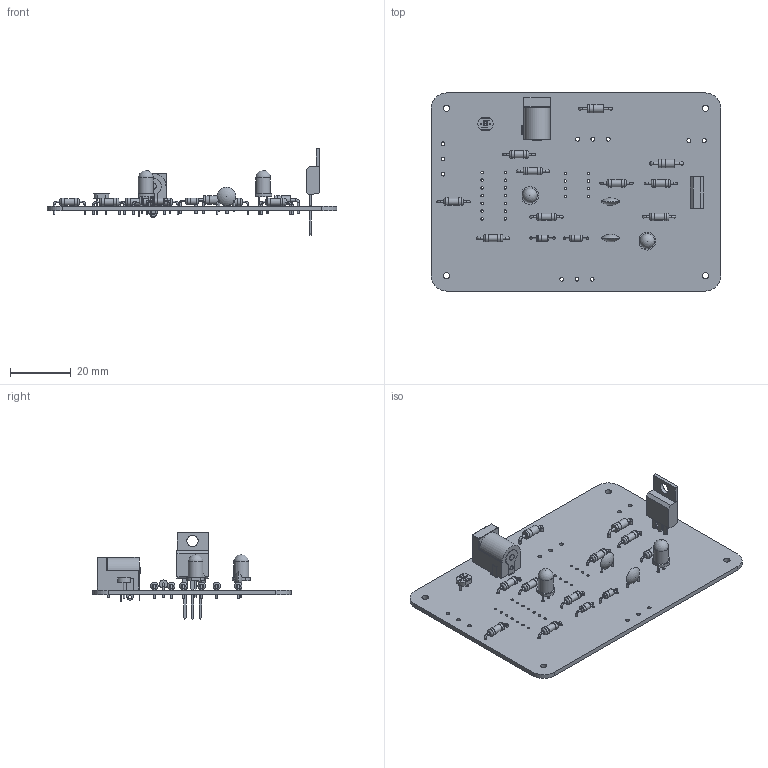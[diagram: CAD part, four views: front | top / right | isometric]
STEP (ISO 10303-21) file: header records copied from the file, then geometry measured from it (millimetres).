
FILE_DESCRIPTION(('KiCad electronic assembly'),'2;1');
FILE_NAME('g04.step','2025-06-27T12:30:46',('Pcbnew'),('Kicad'), 'Open CASCADE STEP processor 7.8','KiCad to STEP converter','Unknown' );
FILE_SCHEMA(('AUTOMOTIVE_DESIGN { 1 0 10303 214 1 1 1 1 }'));
Length unit declared in the file: millimetre
Products named in the file (10): g04 1; D_DO-35_SOD27_P7.62mm_Horizontal; C_Disc_D6.0mm_W2.5mm_P5.00mm; LED_D5.0mm; D_DO-41_SOD81_P10.16mm_Horizontal; R_Axial_DIN0207_L6.3mm_D2.5mm_P10.16mm_Horizontal; TO-220-3_Vertical; R_LDR_5.0x4.1mm_P3mm_Vertical; BarrelJack_Horizontal; g04_PCB
Assembly tree (20 placements, depth 2):
  g04 1
    D_DO-35_SOD27_P7.62mm_Horizontal  x2
    C_Disc_D6.0mm_W2.5mm_P5.00mm  x2
    LED_D5.0mm  x2
    D_DO-41_SOD81_P10.16mm_Horizontal  x2
    R_Axial_DIN0207_L6.3mm_D2.5mm_P10.16mm_Horizontal  x8
    TO-220-3_Vertical
    R_LDR_5.0x4.1mm_P3mm_Vertical
    BarrelJack_Horizontal
    g04_PCB
Bounding box: 95 x 65 x 28.52 mm (x, y, z)
Volume: 11138.8 mm3; surface area: 16582.3 mm2
Topology: 27 solids, 27 shells, 529 faces, 1174 edges, 745 vertices
Faces by surface type: plane 255, cylinder 213, torus 44, sphere 11, revolution 4, extrusion 2
Full cylindrical faces by diameter (mm): 0.5 x14, 0.6 x32, 0.8 x56, 0.9 x4, 1 x2, 1.1 x7, 1.2 x6, 1.3 x5, 1.5 x2, 2 x6, 2.02 x2, 2.1 x4, 2.25 x8, 2.5 x16, 2.7 x4, 2.72 x2, 3.735 x1, 4.9 x2, 6.3 x1
Entity records: 13368 total; most frequent: CARTESIAN_POINT 2386, DIRECTION 1898, ORIENTED_EDGE 1728, EDGE_CURVE 864, AXIS2_PLACEMENT_3D 675, VERTEX_POINT 563, VECTOR 546, LINE 544
